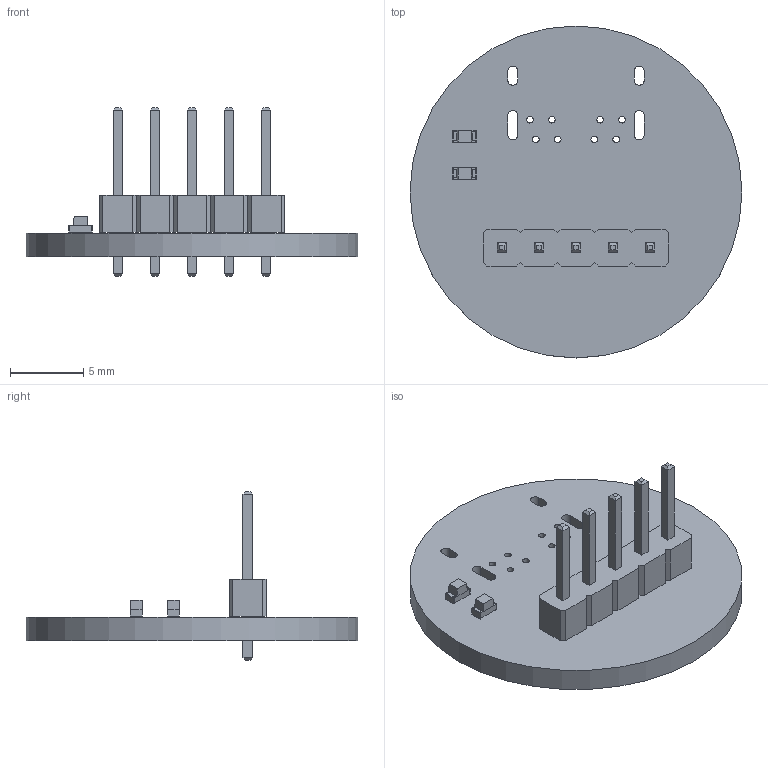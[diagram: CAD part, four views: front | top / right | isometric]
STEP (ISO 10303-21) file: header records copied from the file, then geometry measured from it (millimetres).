
FILE_DESCRIPTION(('KiCad electronic assembly'),'2;1');
FILE_NAME('usb_breakout.step','2021-03-25T04:49:48',('An Author'),( 'A Company'),'Open CASCADE STEP processor 6.9', 'KiCad to STEP converter','Unknown');
FILE_SCHEMA(('AUTOMOTIVE_DESIGN { 1 0 10303 214 1 1 1 1 }'));
Length unit declared in the file: millimetre
Products named in the file (6): Open CASCADE STEP translator 6.9 1; PinHeader_1x05_P2.54mm_Vertical; SOLID; LED_0603_1608Metric; COMPOUND
Assembly tree (6 placements, depth 3):
  Open CASCADE STEP translator 6.9 1
    PinHeader_1x05_P2.54mm_Vertical
      SOLID
    LED_0603_1608Metric  x2
      SOLID
    COMPOUND
Bounding box: 22.72 x 22.72 x 11.54 mm (x, y, z)
Volume: 734.1 mm3; surface area: 1245.4 mm2
Topology: 4 solids, 4 shells, 256 faces, 652 edges, 416 vertices
Faces by surface type: plane 218, cylinder 38
Full cylindrical faces by diameter (mm): 0.45 x8, 1 x5, 22.718 x1
Entity records: 14225 total; most frequent: CARTESIAN_POINT 2148, DIRECTION 2035, LINE 1437, VECTOR 1437, ORIENTED_EDGE 1038, PCURVE 1038, DEFINITIONAL_REPRESENTATION 1038, EDGE_CURVE 519
